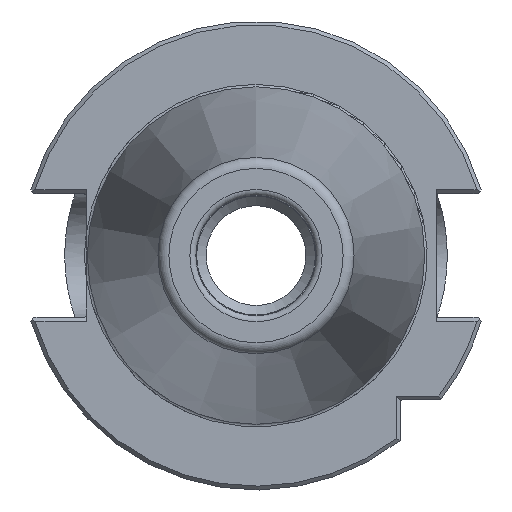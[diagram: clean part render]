
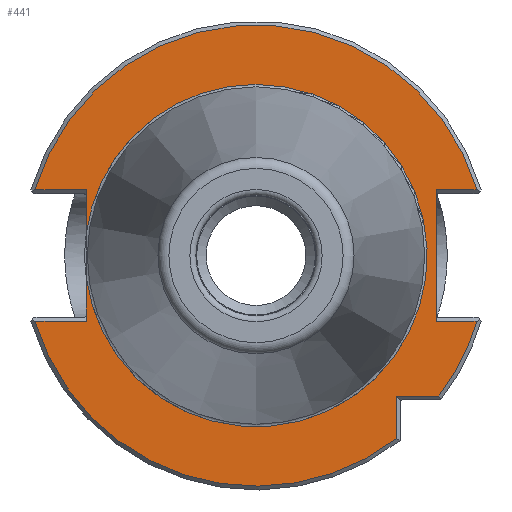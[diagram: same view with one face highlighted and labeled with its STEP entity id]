
A CAD part, left-side view. The second image highlights one B-rep face of the part: STEP entity #441.
In plain terms, the highlighted planar face has unit normal (-1, 0, 0).
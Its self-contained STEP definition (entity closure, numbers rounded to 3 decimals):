
#441 = ADVANCED_FACE( '', ( #931 ), #932, .T. );
#931 = FACE_OUTER_BOUND( '', #1441, .T. );
#932 = PLANE( '', #1442 );
#1441 = EDGE_LOOP( '', ( #2607, #2608, #2609, #2610, #2611, #2612, #2613, #2614, #2615, #2616, #2617, #2618, #2619 ) );
#1442 = AXIS2_PLACEMENT_3D( '', #2620, #2621, #2622 );
#2607 = ORIENTED_EDGE( '', *, *, #3109, .T. );
#2608 = ORIENTED_EDGE( '', *, *, #3152, .T. );
#2609 = ORIENTED_EDGE( '', *, *, #3005, .F. );
#2610 = ORIENTED_EDGE( '', *, *, #3176, .T. );
#2611 = ORIENTED_EDGE( '', *, *, #3013, .T. );
#2612 = ORIENTED_EDGE( '', *, *, #2873, .T. );
#2613 = ORIENTED_EDGE( '', *, *, #2812, .F. );
#2614 = ORIENTED_EDGE( '', *, *, #2979, .F. );
#2615 = ORIENTED_EDGE( '', *, *, #2810, .F. );
#2616 = ORIENTED_EDGE( '', *, *, #2857, .T. );
#2617 = ORIENTED_EDGE( '', *, *, #3191, .T. );
#2618 = ORIENTED_EDGE( '', *, *, #3227, .T. );
#2619 = ORIENTED_EDGE( '', *, *, #3082, .T. );
#2620 = CARTESIAN_POINT( '', ( 3.2, 0., 35.591 ) );
#2621 = DIRECTION( '', ( -1., 0., 0. ) );
#2622 = DIRECTION( '', ( 0., 0., 1. ) );
#2810 = EDGE_CURVE( '', #3321, #3323, #3324, .T. );
#2812 = EDGE_CURVE( '', #3325, #3304, #3327, .T. );
#2857 = EDGE_CURVE( '', #3321, #3402, #3404, .T. );
#2873 = EDGE_CURVE( '', #3424, #3304, #3431, .T. );
#2979 = EDGE_CURVE( '', #3323, #3325, #3596, .T. );
#3005 = EDGE_CURVE( '', #3636, #3638, #3639, .T. );
#3013 = EDGE_CURVE( '', #3651, #3424, #3652, .T. );
#3082 = EDGE_CURVE( '', #3750, #3748, #3751, .T. );
#3109 = EDGE_CURVE( '', #3748, #3788, #3790, .T. );
#3152 = EDGE_CURVE( '', #3788, #3638, #3848, .T. );
#3176 = EDGE_CURVE( '', #3636, #3651, #3876, .T. );
#3191 = EDGE_CURVE( '', #3402, #3894, #3896, .T. );
#3227 = EDGE_CURVE( '', #3894, #3750, #3934, .T. );
#3304 = VERTEX_POINT( '', #4051 );
#3321 = VERTEX_POINT( '', #4075 );
#3323 = VERTEX_POINT( '', #4078 );
#3324 = LINE( '', #4079, #4080 );
#3325 = VERTEX_POINT( '', #4081 );
#3327 = LINE( '', #4084, #4085 );
#3402 = VERTEX_POINT( '', #4188 );
#3404 = LINE( '', #4193, #4194 );
#3424 = VERTEX_POINT( '', #4217 );
#3431 = LINE( '', #4229, #4230 );
#3596 = CIRCLE( '', #4499, 35.591 );
#3636 = VERTEX_POINT( '', #4615 );
#3638 = VERTEX_POINT( '', #4618 );
#3639 = LINE( '', #4619, #4620 );
#3651 = VERTEX_POINT( '', #4637 );
#3652 = CIRCLE( '', #4638, 47.95 );
#3748 = VERTEX_POINT( '', #5076 );
#3750 = VERTEX_POINT( '', #5081 );
#3751 = LINE( '', #5082, #5083 );
#3788 = VERTEX_POINT( '', #5137 );
#3790 = CIRCLE( '', #5142, 47.95 );
#3848 = LINE( '', #5331, #5332 );
#3876 = LINE( '', #5368, #5369 );
#3894 = VERTEX_POINT( '', #5397 );
#3896 = CIRCLE( '', #5402, 47.95 );
#3934 = LINE( '', #5471, #5472 );
#4051 = CARTESIAN_POINT( '', ( 3.2, 35.3, 13.65 ) );
#4075 = CARTESIAN_POINT( '', ( 3.2, 35.3, -13.65 ) );
#4078 = CARTESIAN_POINT( '', ( 3.2, 35.3, -4.543 ) );
#4079 = CARTESIAN_POINT( '', ( 3.2, 35.3, -12.85 ) );
#4080 = VECTOR( '', #5560, 1000. );
#4081 = CARTESIAN_POINT( '', ( 3.2, 35.3, 4.543 ) );
#4084 = CARTESIAN_POINT( '', ( 3.2, 35.3, -12.85 ) );
#4085 = VECTOR( '', #5562, 1000. );
#4188 = CARTESIAN_POINT( '', ( 3.2, 45.966, -13.65 ) );
#4193 = CARTESIAN_POINT( '', ( 3.2, 47.181, -13.65 ) );
#4194 = VECTOR( '', #5618, 1000. );
#4217 = CARTESIAN_POINT( '', ( 3.2, 45.966, 13.65 ) );
#4229 = CARTESIAN_POINT( '', ( 3.2, 35.3, 13.65 ) );
#4230 = VECTOR( '', #5642, 1000. );
#4499 = AXIS2_PLACEMENT_3D( '', #5760, #5761, #5762 );
#4615 = CARTESIAN_POINT( '', ( 3.2, -37.5, 13.65 ) );
#4618 = CARTESIAN_POINT( '', ( 3.2, -37.5, -13.65 ) );
#4619 = CARTESIAN_POINT( '', ( 3.2, -37.5, 12.85 ) );
#4620 = VECTOR( '', #5800, 1000. );
#4637 = CARTESIAN_POINT( '', ( 3.2, -45.966, 13.65 ) );
#4638 = AXIS2_PLACEMENT_3D( '', #5809, #5810, #5811 );
#5076 = CARTESIAN_POINT( '', ( 3.2, -38.034, -29.2 ) );
#5081 = CARTESIAN_POINT( '', ( 3.2, -29.2, -29.2 ) );
#5082 = CARTESIAN_POINT( '', ( 3.2, -38.616, -29.2 ) );
#5083 = VECTOR( '', #5874, 1000. );
#5137 = CARTESIAN_POINT( '', ( 3.2, -45.966, -13.65 ) );
#5142 = AXIS2_PLACEMENT_3D( '', #5902, #5903, #5904 );
#5331 = CARTESIAN_POINT( '', ( 3.2, -37.5, -13.65 ) );
#5332 = VECTOR( '', #5933, 1000. );
#5368 = CARTESIAN_POINT( '', ( 3.2, -47.181, 13.65 ) );
#5369 = VECTOR( '', #5957, 1000. );
#5397 = CARTESIAN_POINT( '', ( 3.2, -29.2, -38.034 ) );
#5402 = AXIS2_PLACEMENT_3D( '', #5970, #5971, #5972 );
#5471 = CARTESIAN_POINT( '', ( 3.2, -29.2, -30. ) );
#5472 = VECTOR( '', #5995, 1000. );
#5560 = DIRECTION( '', ( 0., 0., 1. ) );
#5562 = DIRECTION( '', ( 0., 0., 1. ) );
#5618 = DIRECTION( '', ( 0., 1., 0. ) );
#5642 = DIRECTION( '', ( 0., -1., 0. ) );
#5760 = CARTESIAN_POINT( '', ( 3.2, 0., 0. ) );
#5761 = DIRECTION( '', ( -1., 0., 0. ) );
#5762 = DIRECTION( '', ( 0., 0., 1. ) );
#5800 = DIRECTION( '', ( 0., 0., -1. ) );
#5809 = CARTESIAN_POINT( '', ( 3.2, 0., 0. ) );
#5810 = DIRECTION( '', ( -1., 0., 0. ) );
#5811 = DIRECTION( '', ( 0., 0., 1. ) );
#5874 = DIRECTION( '', ( 0., -1., 0. ) );
#5902 = CARTESIAN_POINT( '', ( 3.2, 0., 0. ) );
#5903 = DIRECTION( '', ( -1., 0., 0. ) );
#5904 = DIRECTION( '', ( 0., 0., 1. ) );
#5933 = DIRECTION( '', ( 0., 1., 0. ) );
#5957 = DIRECTION( '', ( 0., -1., 0. ) );
#5970 = CARTESIAN_POINT( '', ( 3.2, 0., 0. ) );
#5971 = DIRECTION( '', ( -1., 0., 0. ) );
#5972 = DIRECTION( '', ( 0., 0., 1. ) );
#5995 = DIRECTION( '', ( 0., 0., 1. ) );
